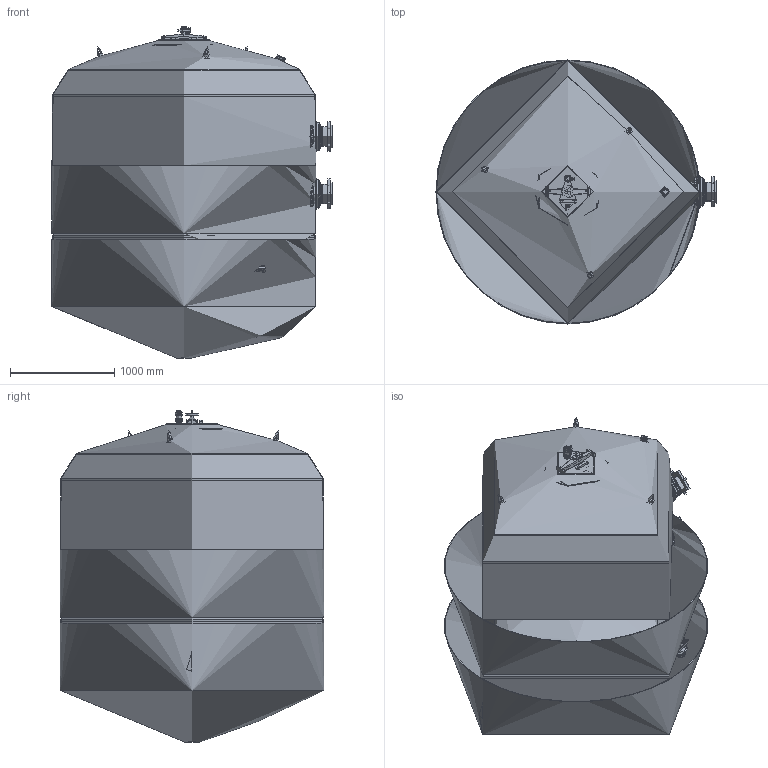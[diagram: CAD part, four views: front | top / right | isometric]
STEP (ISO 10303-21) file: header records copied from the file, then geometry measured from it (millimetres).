
FILE_DESCRIPTION( ( '' ), '1' );
FILE_NAME( 'HCFF981602WVA (VFSCN225016H).stp', '2017-07-26T11:57:26', ( 'Fiberpool Internacional' ), ( 'Fiberpool Internacional' ), 'PSStep 14.0', 'SolidEdgeST3', ' ' );
FILE_SCHEMA( ( 'AUTOMOTIVE_DESIGN { 1 0 10303 214 1 1 1 1 }' ) );
Length unit declared in the file: millimetre
Products named in the file (54): Desaigua filtre industrial 1pols-oa7; Cancamo de elevación; Base tapa ovalada filtro 2,5 BARS-oa10; filtre 2500 FB HAYW 170705-oa16; Junta Netvitc System Ø90 EPDM con anillo acero A-4; Sortida Descarga arena Ø90 2010 2350-3000-oa6; TAPON NETVITC Ø 90 C-B (CON TORNILLERIA INOX 316); Assem1; Válvula de bola 32-1pols; Sortida tornillos d-160 2350-2500-oa1; Brida tornillos d-90-oa5; Sortida tornillos d-160 2350-2500-oa3; Brida Netvitc System Ø90; Tapa oval filtro industrial completa 2,5 BARS-oa13; Manòmetre filtro industrial 2011 -oa15; Junta Netvitc System Ø90 EPDM; Anillo Acero A-4 Netvitc System Ø90; ½ Brida Netvitc System Ø90; Screw_DIN_912_M8x40_v8.00; Nut_DIN_934_M8_v8.00; Tapon Netvitc System Ø90; Portabrida Netvitc System Ø90 PVC; cos válvula 32-1pols; manguito valvula bola 32-1pols; femella valvula 32-1pols; maneta válvula 32-1pols; Volante filtro-oa11; cos manòmetre filtre industrial; CUERPO BRIDA DE TORNILLOS D-90 Rev140124; Tornillo M-10x55 Zinc. DIN 933; Varilla Roscada M-14x165mm Inox 304; TUERCA SUPERIOR SUJ_JUNTA TAP_OV; Base tapa ovalada filtro 2,5 BAR Act-oa9; Bolt_DIN_580_M24_v8.00; Washer_DIN_9021_26_v8.00; Nut_DIN_934_M24_v8.00; Tubo Ø90 L= 100mm; Embellecedor d-90; ; Embellidor manòmetre PVC ...
Bounding box: 2685.51 x 2530.03 x 3183.09 mm (x, y, z)
Volume: 626062568.6 mm3; surface area: 168710431 mm2
Topology: 252 solids, 252 shells, 6995 faces, 16981 edges, 10829 vertices
Faces by surface type: plane 3831, cylinder 2031, cone 483, bspline 362, torus 246, sphere 20, offset 13, extrusion 6, revolution 3
Full cylindrical faces by diameter (mm): 4 x48, 6 x45, 6.466 x11, 6.647 x11, 8 x30, 10 x25, 11.75 x3, 11.835 x5, 12 x4, 13 x19, 14 x27, 14.5 x5, 15.5 x4, 16 x4, 19.6 x8, 20 x9, 20.752 x8, 21 x4, 22 x43, 23.5 x8, 24 x13, 25 x15, 26 x24, 29 x5, 29.605 x8, 32 x15, 33 x3, 35.5 x7, 37.5 x4, 38 x4
Entity records: 78678 total; most frequent: CARTESIAN_POINT 45664, DIRECTION 5058, ORIENTED_EDGE 4562, EDGE_CURVE 2281, AXIS2_PLACEMENT_3D 1974, VERTEX_POINT 1566, EDGE_LOOP 1483, FACE_OUTER_BOUND 1246
